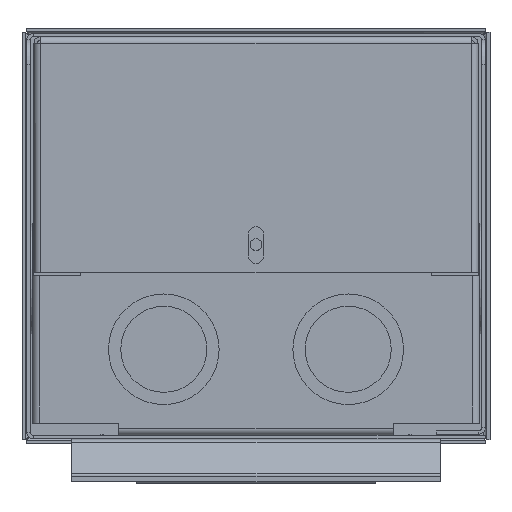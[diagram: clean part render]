
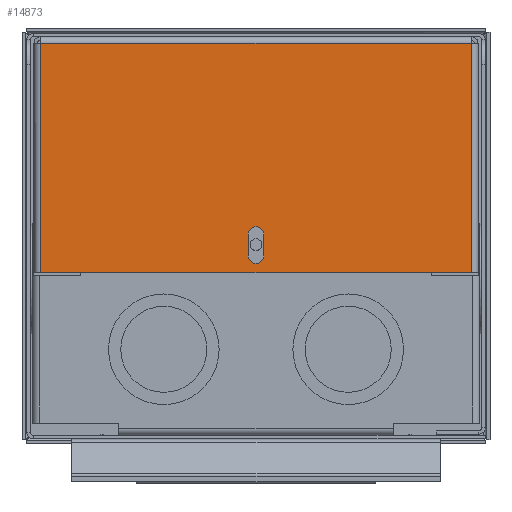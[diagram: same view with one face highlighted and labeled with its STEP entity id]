
A CAD part, front view. The second image highlights one B-rep face of the part: STEP entity #14873.
In plain terms, the highlighted planar face has unit normal (0, -1, 0).
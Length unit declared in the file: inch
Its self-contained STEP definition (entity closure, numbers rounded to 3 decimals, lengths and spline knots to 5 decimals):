
#896 = ORIENTED_EDGE ( 'NONE', *, *, #17319, .T. ) ;
#897 = ORIENTED_EDGE ( 'NONE', *, *, #17320, .T. ) ;
#898 = ORIENTED_EDGE ( 'NONE', *, *, #17321, .T. ) ;
#899 = ORIENTED_EDGE ( 'NONE', *, *, #17322, .T. ) ;
#900 = ORIENTED_EDGE ( 'NONE', *, *, #17267, .T. ) ;
#901 = ORIENTED_EDGE ( 'NONE', *, *, #17323, .T. ) ;
#902 = ORIENTED_EDGE ( 'NONE', *, *, #17324, .F. ) ;
#903 = ORIENTED_EDGE ( 'NONE', *, *, #17325, .T. ) ;
#904 = ORIENTED_EDGE ( 'NONE', *, *, #17317, .T. ) ;
#1206 = VERTEX_POINT ( 'NONE', #3940 ) ;
#1207 = VERTEX_POINT ( 'NONE', #3941 ) ;
#1237 = VERTEX_POINT ( 'NONE', #3971 ) ;
#1239 = VERTEX_POINT ( 'NONE', #3973 ) ;
#1240 = VERTEX_POINT ( 'NONE', #3974 ) ;
#1241 = VERTEX_POINT ( 'NONE', #3975 ) ;
#1244 = VERTEX_POINT ( 'NONE', #3978 ) ;
#1246 = VERTEX_POINT ( 'NONE', #3980 ) ;
#1247 = VERTEX_POINT ( 'NONE', #3981 ) ;
#1450 = EDGE_LOOP ( 'NONE', ( #896, #897, #898, #899, #900 ) ) ;
#1451 = EDGE_LOOP ( 'NONE', ( #901, #902, #903, #904 ) ) ;
#3381 = AXIS2_PLACEMENT_3D ( 'NONE', #6919, #6918, #6922 ) ;
#3940 = CARTESIAN_POINT ( 'NONE',  ( 0., -0.0359, -0.73125 ) ) ;
#3941 = CARTESIAN_POINT ( 'NONE',  ( 0.07813, -0.0359, -0.80938 ) ) ;
#3971 = CARTESIAN_POINT ( 'NONE',  ( -2.1901, -0.0359, -1.2 ) ) ;
#3973 = CARTESIAN_POINT ( 'NONE',  ( -2.1901, -0.0359, 1.1331 ) ) ;
#3974 = CARTESIAN_POINT ( 'NONE',  ( 2.1901, -0.0359, 1.1331 ) ) ;
#3975 = CARTESIAN_POINT ( 'NONE',  ( 0.07812, -0.0359, -1.02813 ) ) ;
#3978 = CARTESIAN_POINT ( 'NONE',  ( 2.1901, -0.0359, -1.2 ) ) ;
#3980 = CARTESIAN_POINT ( 'NONE',  ( -0.07813, -0.0359, -1.02813 ) ) ;
#3981 = CARTESIAN_POINT ( 'NONE',  ( -0.07813, -0.0359, -0.80938 ) ) ;
#5336 = FACE_BOUND ( 'NONE', #1450, .T. ) ;
#5348 = FACE_OUTER_BOUND ( 'NONE', #1451, .T. ) ;
#6918 = DIRECTION ( 'NONE',  ( 0., 1., 0. ) ) ;
#6919 = CARTESIAN_POINT ( 'NONE',  ( 0., -0.0359, 0. ) ) ;
#6920 = PLANE ( 'NONE',  #3381 ) ;
#6922 = DIRECTION ( 'NONE',  ( 0., 0., 1. ) ) ;
#8252 = AXIS2_PLACEMENT_3D ( 'NONE', #12671, #12672, #12673 ) ;
#8262 = AXIS2_PLACEMENT_3D ( 'NONE', #12874, #12875, #12877 ) ;
#8263 = AXIS2_PLACEMENT_3D ( 'NONE', #12886, #12888, #12890 ) ;
#11920 = CIRCLE ( 'NONE', #8252, 0.07813 ) ;
#12001 = LINE ( 'NONE', #12847, #12009 ) ;
#12008 = LINE ( 'NONE', #12884, #12022 ) ;
#12009 = VECTOR ( 'NONE', #12832, 39.37008 ) ;
#12010 = LINE ( 'NONE', #12855, #12012 ) ;
#12011 = CIRCLE ( 'NONE', #8262, 0.07813 ) ;
#12012 = VECTOR ( 'NONE', #12845, 39.37008 ) ;
#12013 = LINE ( 'NONE', #12858, #12015 ) ;
#12014 = CIRCLE ( 'NONE', #8263, 0.07813 ) ;
#12015 = VECTOR ( 'NONE', #12860, 39.37008 ) ;
#12016 = LINE ( 'NONE', #12869, #12018 ) ;
#12017 = LINE ( 'NONE', #12893, #12020 ) ;
#12018 = VECTOR ( 'NONE', #12872, 39.37008 ) ;
#12020 = VECTOR ( 'NONE', #12897, 39.37008 ) ;
#12022 = VECTOR ( 'NONE', #12899, 39.37008 ) ;
#12671 = CARTESIAN_POINT ( 'NONE',  ( 0., -0.0359, -0.80938 ) ) ;
#12672 = DIRECTION ( 'NONE',  ( 0., 1., 0. ) ) ;
#12673 = DIRECTION ( 'NONE',  ( 0., 0., 1. ) ) ;
#12832 = DIRECTION ( 'NONE',  ( -1., 0., 0. ) ) ;
#12845 = DIRECTION ( 'NONE',  ( 0., 0., -1. ) ) ;
#12847 = CARTESIAN_POINT ( 'NONE',  ( 2.257, -0.0359, 1.1331 ) ) ;
#12855 = CARTESIAN_POINT ( 'NONE',  ( 0.07812, -0.0359, -1.02813 ) ) ;
#12858 = CARTESIAN_POINT ( 'NONE',  ( -0.07813, -0.0359, -1.02813 ) ) ;
#12860 = DIRECTION ( 'NONE',  ( 0., 0., 1. ) ) ;
#12869 = CARTESIAN_POINT ( 'NONE',  ( -2.1901, -0.0359, 1.1331 ) ) ;
#12872 = DIRECTION ( 'NONE',  ( 0., 0., -1. ) ) ;
#12874 = CARTESIAN_POINT ( 'NONE',  ( 0., -0.0359, -1.02813 ) ) ;
#12875 = DIRECTION ( 'NONE',  ( 0., 1., 0. ) ) ;
#12877 = DIRECTION ( 'NONE',  ( 0., 0., 1. ) ) ;
#12884 = CARTESIAN_POINT ( 'NONE',  ( 2.1901, -0.0359, -1.2 ) ) ;
#12886 = CARTESIAN_POINT ( 'NONE',  ( 0., -0.0359, -0.80938 ) ) ;
#12888 = DIRECTION ( 'NONE',  ( 0., 1., 0. ) ) ;
#12890 = DIRECTION ( 'NONE',  ( 0., 0., 1. ) ) ;
#12893 = CARTESIAN_POINT ( 'NONE',  ( -2.257, -0.0359, -1.2 ) ) ;
#12897 = DIRECTION ( 'NONE',  ( -1., 0., 0. ) ) ;
#12899 = DIRECTION ( 'NONE',  ( 0., 0., 1. ) ) ;
#14873 = ADVANCED_FACE ( 'NONE', ( #5336, #5348 ), #6920, .F. ) ;
#17267 = EDGE_CURVE ( 'NONE', #1206, #1207, #11920, .T. ) ;
#17317 = EDGE_CURVE ( 'NONE', #1240, #1239, #12001, .T. ) ;
#17319 = EDGE_CURVE ( 'NONE', #1207, #1241, #12010, .T. ) ;
#17320 = EDGE_CURVE ( 'NONE', #1241, #1246, #12011, .T. ) ;
#17321 = EDGE_CURVE ( 'NONE', #1246, #1247, #12013, .T. ) ;
#17322 = EDGE_CURVE ( 'NONE', #1247, #1206, #12014, .T. ) ;
#17323 = EDGE_CURVE ( 'NONE', #1239, #1237, #12016, .T. ) ;
#17324 = EDGE_CURVE ( 'NONE', #1244, #1237, #12017, .T. ) ;
#17325 = EDGE_CURVE ( 'NONE', #1244, #1240, #12008, .T. ) ;
